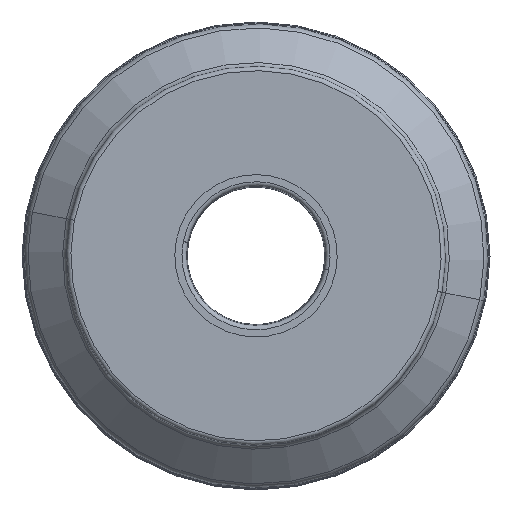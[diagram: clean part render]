
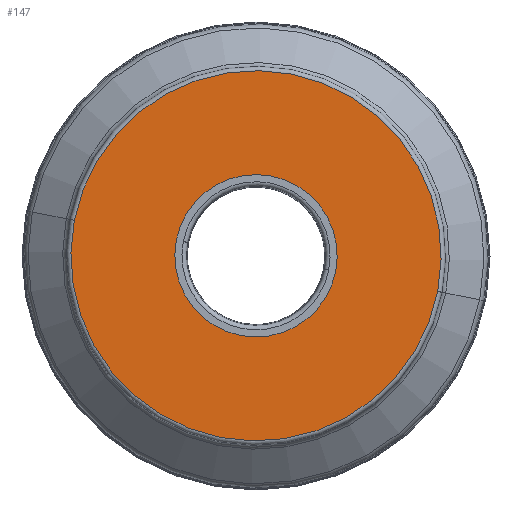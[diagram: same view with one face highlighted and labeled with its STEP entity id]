
A CAD part, top view. The second image highlights one B-rep face of the part: STEP entity #147.
In plain terms, the highlighted planar face has unit normal (0, 0, 1).
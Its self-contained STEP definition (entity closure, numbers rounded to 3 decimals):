
#59=PLANE('',#1410);
#70=FACE_BOUND('',#322,.T.);
#71=FACE_BOUND('',#323,.T.);
#147=ADVANCED_FACE('',(#70,#71),#59,.F.);
#322=EDGE_LOOP('',(#526,#527));
#323=EDGE_LOOP('',(#528,#529));
#526=ORIENTED_EDGE('',*,*,#866,.F.);
#527=ORIENTED_EDGE('',*,*,#865,.F.);
#528=ORIENTED_EDGE('',*,*,#867,.F.);
#529=ORIENTED_EDGE('',*,*,#868,.F.);
#734=VERTEX_POINT('',#2173);
#735=VERTEX_POINT('',#2175);
#736=VERTEX_POINT('',#2180);
#737=VERTEX_POINT('',#2181);
#865=EDGE_CURVE('',#735,#734,#1010,.T.);
#866=EDGE_CURVE('',#734,#735,#1011,.T.);
#867=EDGE_CURVE('',#736,#737,#1012,.T.);
#868=EDGE_CURVE('',#737,#736,#1013,.T.);
#1010=CIRCLE('',#1405,85.5);
#1011=CIRCLE('',#1407,85.5);
#1012=CIRCLE('',#1408,37.5);
#1013=CIRCLE('',#1409,37.5);
#1405=AXIS2_PLACEMENT_3D('',#2176,#1772,#1773);
#1407=AXIS2_PLACEMENT_3D('',#2178,#1776,#1777);
#1408=AXIS2_PLACEMENT_3D('',#2179,#1778,#1779);
#1409=AXIS2_PLACEMENT_3D('',#2182,#1780,#1781);
#1410=AXIS2_PLACEMENT_3D('',#2183,#1782,#1783);
#1772=DIRECTION('',(0.,0.,-1.));
#1773=DIRECTION('',(0.981,-0.192,0.));
#1776=DIRECTION('',(0.,0.,-1.));
#1777=DIRECTION('',(-0.981,0.192,0.));
#1778=DIRECTION('',(0.,0.,1.));
#1779=DIRECTION('',(-0.981,0.192,0.));
#1780=DIRECTION('',(0.,0.,1.));
#1781=DIRECTION('',(0.981,-0.192,0.));
#1782=DIRECTION('',(0.,0.,-1.));
#1783=DIRECTION('',(0.981,-0.192,0.));
#2173=CARTESIAN_POINT('',(-83.903,16.447,0.));
#2175=CARTESIAN_POINT('',(83.903,-16.447,0.));
#2176=CARTESIAN_POINT('',(0.,0.,0.));
#2178=CARTESIAN_POINT('',(0.,0.,0.));
#2179=CARTESIAN_POINT('',(0.,0.,0.));
#2180=CARTESIAN_POINT('',(-36.8,7.214,0.));
#2181=CARTESIAN_POINT('',(36.8,-7.214,0.));
#2182=CARTESIAN_POINT('',(0.,0.,0.));
#2183=CARTESIAN_POINT('',(0.,0.,0.));
